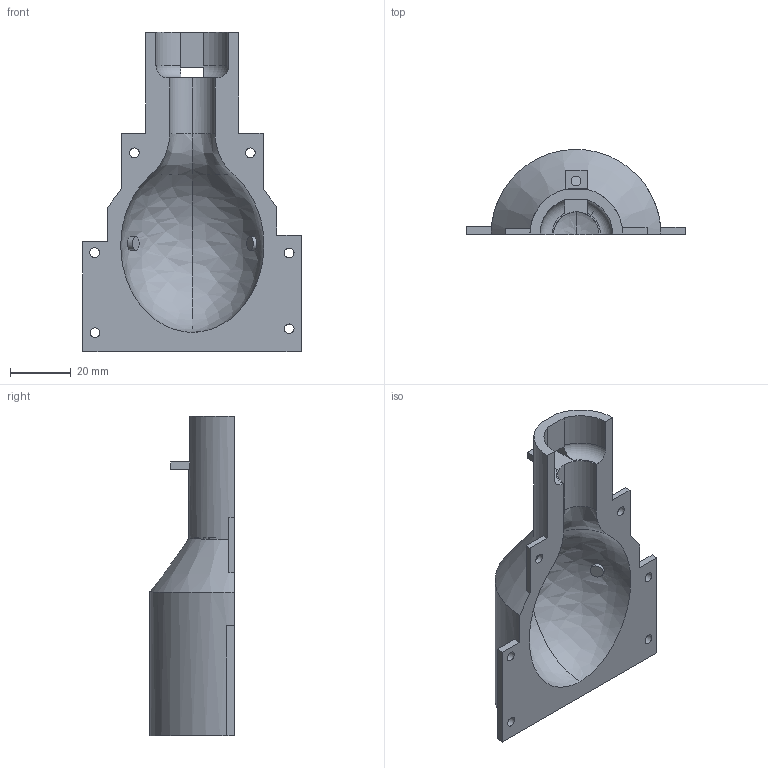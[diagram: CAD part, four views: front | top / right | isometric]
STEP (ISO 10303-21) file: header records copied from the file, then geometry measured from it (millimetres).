
FILE_DESCRIPTION(/* description */ (''),/* implementation_level */ '2;1');
FILE_NAME(/* name */ 'Submucosal_mold_ext_1.step',/* time_stamp */ '2021-05-21T10:25:16+02:00',/* author */ (''),/* organization */ (''),/* preprocessor_version */ 'ST-DEVELOPER v18.1',/* originating_system */ 'Autodesk Translation Framework v10.6.0.1341',/* authorisation */ '');
FILE_SCHEMA (('AUTOMOTIVE_DESIGN { 1 0 10303 214 3 1 1 }'));
Length unit declared in the file: millimetre
Products named in the file (2): moule_2; mold_out
Assembly tree (1 placements, depth 2):
  moule_2
    mold_out
Bounding box: 71.97 x 28 x 105.24 mm (x, y, z)
Volume: 49016.2 mm3; surface area: 17818.1 mm2
Topology: 1 solids, 2 shells, 60 faces, 166 edges, 111 vertices
Faces by surface type: plane 33, cylinder 18, bspline 4, cone 3, torus 2
Full cylindrical faces by diameter (mm): 3.2 x7, 4.4 x2
Entity records: 2764 total; most frequent: CARTESIAN_POINT 1176, ORIENTED_EDGE 332, DIRECTION 291, EDGE_CURVE 166, VERTEX_POINT 111, AXIS2_PLACEMENT_3D 99, LINE 93, VECTOR 93
